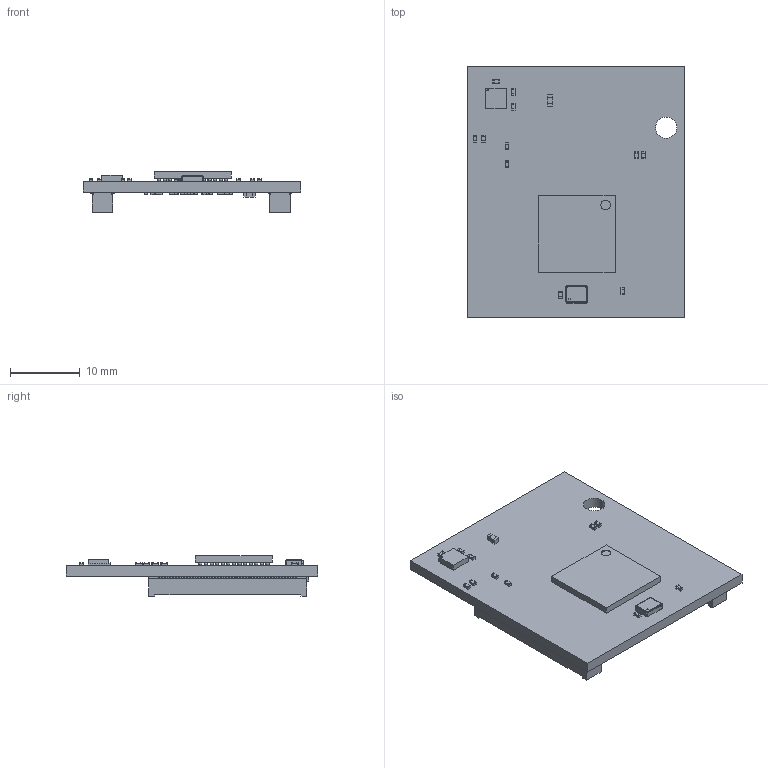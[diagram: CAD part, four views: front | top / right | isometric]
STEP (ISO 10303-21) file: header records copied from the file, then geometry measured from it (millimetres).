
FILE_DESCRIPTION(/* description */ ('PCB Design'),/* implementation_level */ '2;1');
FILE_NAME(/* name */ 'QHB_PIC32_PIM_BGA169',/* time_stamp */ '2023-05-10T16:04:01+02:00',/* author */ (''),/* organization */ (''),/* preprocessor_version */ 'ST-DEVELOPER v16',/* originating_system */ 'allegro_17.2P028',/* authorisation */ '');
FILE_SCHEMA (('AUTOMOTIVE_DESIGN { 1 0 10303 214 3 1 1 }'));
Products named in the file (17): QHB_PIC32_PIM_BGA169; BOARD_OUTLINE; COMPONENTS; DF40HC3_0-100DS-0_4V-INV; 0603; LFBGA169C80P13X13_1100X1100X150; PSON10-0_5-MIC69103; QUARTZ-4PIN-2_5-2_0; 0402; DF40HC(3.0)-100DS-0.4V; product; ASSEMBLY; Array; Body; MIC69103YML-TR; ASDMB_3225-2515; R0402
Assembly tree (71 placements, depth 5):
  QHB_PIC32_PIM_BGA169
    BOARD_OUTLINE
    COMPONENTS
      DF40HC3_0-100DS-0_4V-INV  x2
        DF40HC(3.0)-100DS-0.4V
      0603  x2
        product
      LFBGA169C80P13X13_1100X1100X150
        ASSEMBLY
          Array
          Body
      PSON10-0_5-MIC69103
        MIC69103YML-TR
      QUARTZ-4PIN-2_5-2_0
        ASDMB_3225-2515
      0402  x54
        R0402
Bounding box: 31.2 x 36 x 5.84 mm (x, y, z)
Volume: 444.4 mm3; surface area: 3976.6 mm2
Topology: 419 solids, 420 shells, 8036 faces, 20047 edges, 12486 vertices
Faces by surface type: plane 5067, cylinder 2360, sphere 601, torus 8
Full cylindrical faces by diameter (mm): 1.375 x1
Entity records: 80161 total; most frequent: CARTESIAN_POINT 13556, ORIENTED_EDGE 13364, DIRECTION 12617, EDGE_CURVE 6684, VECTOR 5308, LINE 5308, VERTEX_POINT 4609, AXIS2_PLACEMENT_3D 3733
